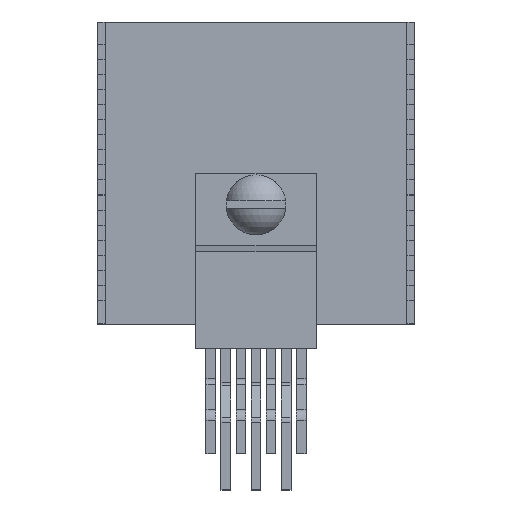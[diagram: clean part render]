
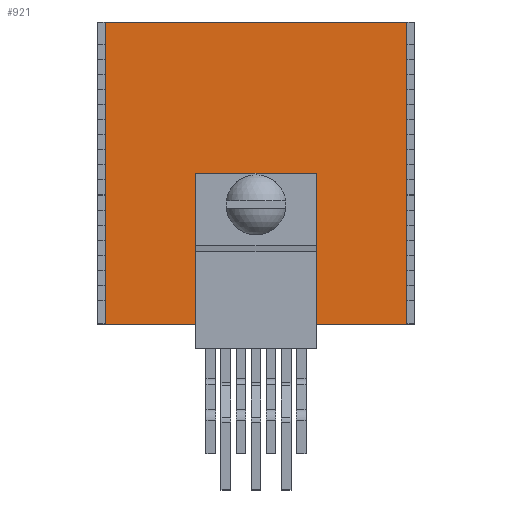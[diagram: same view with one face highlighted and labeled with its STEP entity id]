
A CAD part, top view. The second image highlights one B-rep face of the part: STEP entity #921.
In plain terms, the highlighted planar face has unit normal (0, 0, 1).
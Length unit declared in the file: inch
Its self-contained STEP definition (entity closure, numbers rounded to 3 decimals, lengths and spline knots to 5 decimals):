
#903 = EDGE_CURVE ( 'NONE', #939, #1325, #3748, .T. ) ;
#904 = ORIENTED_EDGE ( 'NONE', *, *, #1324, .F. ) ;
#908 = ORIENTED_EDGE ( 'NONE', *, *, #926, .F. ) ;
#921 = ADVANCED_FACE ( 'NONE', ( #3865 ), #3864, .F. ) ;
#926 = EDGE_CURVE ( 'NONE', #933, #1044, #3795, .T. ) ;
#933 = VERTEX_POINT ( 'NONE', #3781 ) ;
#934 = ORIENTED_EDGE ( 'NONE', *, *, #935, .F. ) ;
#935 = EDGE_CURVE ( 'NONE', #936, #933, #3817, .T. ) ;
#936 = VERTEX_POINT ( 'NONE', #3813 ) ;
#937 = ORIENTED_EDGE ( 'NONE', *, *, #938, .T. ) ;
#938 = EDGE_CURVE ( 'NONE', #936, #939, #3812, .T. ) ;
#939 = VERTEX_POINT ( 'NONE', #3808 ) ;
#940 = ORIENTED_EDGE ( 'NONE', *, *, #903, .T. ) ;
#941 = EDGE_LOOP ( 'NONE', ( #942, #943, #944, #945, #946, #1041, #1042, #908, #934, #937, #940, #904 ) ) ;
#942 = ORIENTED_EDGE ( 'NONE', *, *, #1119, .T. ) ;
#943 = ORIENTED_EDGE ( 'NONE', *, *, #1689, .T. ) ;
#944 = ORIENTED_EDGE ( 'NONE', *, *, #1710, .T. ) ;
#945 = ORIENTED_EDGE ( 'NONE', *, *, #1111, .T. ) ;
#946 = ORIENTED_EDGE ( 'NONE', *, *, #1483, .T. ) ;
#1041 = ORIENTED_EDGE ( 'NONE', *, *, #1504, .F. ) ;
#1042 = ORIENTED_EDGE ( 'NONE', *, *, #1043, .T. ) ;
#1043 = EDGE_CURVE ( 'NONE', #1501, #1044, #4019, .T. ) ;
#1044 = VERTEX_POINT ( 'NONE', #4043 ) ;
#1111 = EDGE_CURVE ( 'NONE', #1112, #1307, #3908, .T. ) ;
#1112 = VERTEX_POINT ( 'NONE', #3888 ) ;
#1119 = EDGE_CURVE ( 'NONE', #1120, #1481, #3880, .T. ) ;
#1120 = VERTEX_POINT ( 'NONE', #3946 ) ;
#1303 = VERTEX_POINT ( 'NONE', #4587 ) ;
#1307 = VERTEX_POINT ( 'NONE', #4597 ) ;
#1324 = EDGE_CURVE ( 'NONE', #1120, #1325, #4394, .T. ) ;
#1325 = VERTEX_POINT ( 'NONE', #4390 ) ;
#1481 = VERTEX_POINT ( 'NONE', #4972 ) ;
#1482 = VERTEX_POINT ( 'NONE', #5039 ) ;
#1483 = EDGE_CURVE ( 'NONE', #1307, #1303, #5038, .T. ) ;
#1501 = VERTEX_POINT ( 'NONE', #5186 ) ;
#1504 = EDGE_CURVE ( 'NONE', #1501, #1303, #5193, .T. ) ;
#1689 = EDGE_CURVE ( 'NONE', #1481, #1482, #5403, .T. ) ;
#1710 = EDGE_CURVE ( 'NONE', #1482, #1112, #5487, .T. ) ;
#3745 = DIRECTION ( 'NONE',  ( 1., 0., 0. ) ) ;
#3746 = VECTOR ( 'NONE', #3745, 39.37008 ) ;
#3747 = CARTESIAN_POINT ( 'NONE',  ( 0.65, 0.33, -0.298 ) ) ;
#3748 = LINE ( 'NONE', #3747, #3746 ) ;
#3781 = CARTESIAN_POINT ( 'NONE',  ( 0.65, 1.33, -0.298 ) ) ;
#3792 = DIRECTION ( 'NONE',  ( 0., -1., 0. ) ) ;
#3793 = VECTOR ( 'NONE', #3792, 39.37008 ) ;
#3794 = CARTESIAN_POINT ( 'NONE',  ( 0.65, 1.33, -0.298 ) ) ;
#3795 = LINE ( 'NONE', #3794, #3793 ) ;
#3808 = CARTESIAN_POINT ( 'NONE',  ( -0.35, 0.33, -0.298 ) ) ;
#3809 = DIRECTION ( 'NONE',  ( 0., -1., 0. ) ) ;
#3810 = VECTOR ( 'NONE', #3809, 39.37008 ) ;
#3811 = CARTESIAN_POINT ( 'NONE',  ( -0.35, 1.33, -0.298 ) ) ;
#3812 = LINE ( 'NONE', #3811, #3810 ) ;
#3813 = CARTESIAN_POINT ( 'NONE',  ( -0.35, 1.33, -0.298 ) ) ;
#3814 = DIRECTION ( 'NONE',  ( 1., 0., 0. ) ) ;
#3815 = VECTOR ( 'NONE', #3814, 39.37008 ) ;
#3816 = CARTESIAN_POINT ( 'NONE',  ( 0.65, 1.33, -0.298 ) ) ;
#3817 = LINE ( 'NONE', #3816, #3815 ) ;
#3860 = DIRECTION ( 'NONE',  ( -1., 0., 0. ) ) ;
#3861 = DIRECTION ( 'NONE',  ( 0., 0., -1. ) ) ;
#3862 = CARTESIAN_POINT ( 'NONE',  ( 0.65, 1.33, -0.298 ) ) ;
#3863 = AXIS2_PLACEMENT_3D ( 'NONE', #3862, #3861, #3860 ) ;
#3864 = PLANE ( 'NONE',  #3863 ) ;
#3865 = FACE_OUTER_BOUND ( 'NONE', #941, .T. ) ;
#3874 = DIRECTION ( 'NONE',  ( -1., 0., 0. ) ) ;
#3875 = VECTOR ( 'NONE', #3874, 39.37008 ) ;
#3876 = CARTESIAN_POINT ( 'NONE',  ( -0.049, 0.59754, -0.298 ) ) ;
#3880 = LINE ( 'NONE', #3876, #3875 ) ;
#3888 = CARTESIAN_POINT ( 'NONE',  ( 0.35, 0.83, -0.298 ) ) ;
#3889 = DIRECTION ( 'NONE',  ( 0., -1., 0. ) ) ;
#3890 = VECTOR ( 'NONE', #3889, 39.37008 ) ;
#3907 = CARTESIAN_POINT ( 'NONE',  ( 0.35, 0.83, -0.298 ) ) ;
#3908 = LINE ( 'NONE', #3907, #3890 ) ;
#3946 = CARTESIAN_POINT ( 'NONE',  ( -0.049, 0.59754, -0.298 ) ) ;
#3999 = CARTESIAN_POINT ( 'NONE',  ( 0.65, 0.33, -0.298 ) ) ;
#4019 = LINE ( 'NONE', #3999, #4048 ) ;
#4043 = CARTESIAN_POINT ( 'NONE',  ( 0.65, 0.33, -0.298 ) ) ;
#4047 = DIRECTION ( 'NONE',  ( 1., 0., 0. ) ) ;
#4048 = VECTOR ( 'NONE', #4047, 39.37008 ) ;
#4390 = CARTESIAN_POINT ( 'NONE',  ( -0.049, 0.33, -0.298 ) ) ;
#4391 = DIRECTION ( 'NONE',  ( 0., -1., 0. ) ) ;
#4392 = VECTOR ( 'NONE', #4391, 39.37008 ) ;
#4393 = CARTESIAN_POINT ( 'NONE',  ( -0.049, 0.25, -0.298 ) ) ;
#4394 = LINE ( 'NONE', #4393, #4392 ) ;
#4587 = CARTESIAN_POINT ( 'NONE',  ( 0.349, 0.59754, -0.298 ) ) ;
#4597 = CARTESIAN_POINT ( 'NONE',  ( 0.35, 0.59754, -0.298 ) ) ;
#4972 = CARTESIAN_POINT ( 'NONE',  ( -0.05, 0.59754, -0.298 ) ) ;
#5035 = DIRECTION ( 'NONE',  ( -1., 0., 0. ) ) ;
#5036 = VECTOR ( 'NONE', #5035, 39.37008 ) ;
#5037 = CARTESIAN_POINT ( 'NONE',  ( 0.349, 0.59754, -0.298 ) ) ;
#5038 = LINE ( 'NONE', #5037, #5036 ) ;
#5039 = CARTESIAN_POINT ( 'NONE',  ( -0.05, 0.83, -0.298 ) ) ;
#5186 = CARTESIAN_POINT ( 'NONE',  ( 0.349, 0.33, -0.298 ) ) ;
#5190 = DIRECTION ( 'NONE',  ( 0., 1., 0. ) ) ;
#5191 = VECTOR ( 'NONE', #5190, 39.37008 ) ;
#5192 = CARTESIAN_POINT ( 'NONE',  ( 0.349, 0.25, -0.298 ) ) ;
#5193 = LINE ( 'NONE', #5192, #5191 ) ;
#5400 = DIRECTION ( 'NONE',  ( 0., 1., 0. ) ) ;
#5401 = VECTOR ( 'NONE', #5400, 39.37008 ) ;
#5402 = CARTESIAN_POINT ( 'NONE',  ( -0.05, 0.83, -0.298 ) ) ;
#5403 = LINE ( 'NONE', #5402, #5401 ) ;
#5480 = DIRECTION ( 'NONE',  ( 1., 0., 0. ) ) ;
#5481 = VECTOR ( 'NONE', #5480, 39.37008 ) ;
#5482 = CARTESIAN_POINT ( 'NONE',  ( 0.35, 0.83, -0.298 ) ) ;
#5487 = LINE ( 'NONE', #5482, #5481 ) ;
